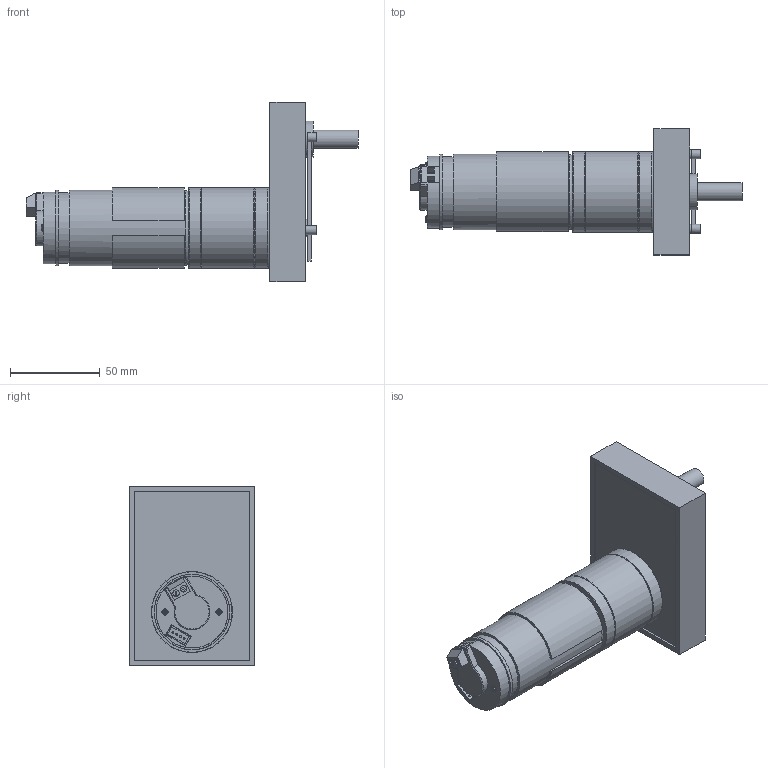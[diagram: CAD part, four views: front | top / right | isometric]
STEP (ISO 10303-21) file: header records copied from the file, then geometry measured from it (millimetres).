
FILE_DESCRIPTION(/* description */ (''),/* implementation_level */ '2;1');
FILE_NAME(/* name */ 'ss_01_3-50.step',/* time_stamp */ '2020-02-06T17:57:16+05:00',/* author */ (''),/* organization */ (''),/* preprocessor_version */ 'ST-DEVELOPER v18',/* originating_system */ 'Autodesk Translation Framework v8.12.0.6',/* authorisation */ '');
FILE_SCHEMA (('AUTOMOTIVE_DESIGN { 1 0 10303 214 3 1 1 }'));
Length unit declared in the file: millimetre
Products named in the file (9): (Unsaved); ss_01_3-50; P164434_G¹°½(A16); P164434_G¹°½(A16) (1); P164434_G¹°½(A16) (2); P164434_G¹°½(A16) (3); P164434_G¹°½(A16) (4); Component7; Component8
Assembly tree (8 placements, depth 3):
  (Unsaved)
    ss_01_3-50
      P164434_G¹°½(A16)
      P164434_G¹°½(A16) (1)
      P164434_G¹°½(A16) (2)
      P164434_G¹°½(A16) (3)
      P164434_G¹°½(A16) (4)
    Component7
    Component8
Bounding box: 184.5 x 70 x 100 mm (x, y, z)
Volume: 328409.3 mm3; surface area: 55666.8 mm2
Topology: 4 solids, 4 shells, 270 faces, 679 edges, 464 vertices
Faces by surface type: plane 181, cylinder 76, torus 11, bspline 2
Full cylindrical faces by diameter (mm): 1 x4, 3 x4, 3.4 x2, 3.6 x2, 4 x4, 5 x4, 6 x4, 7.7 x4, 10 x3, 20 x1, 26 x1, 39 x1, 40 x1, 42 x2, 45 x3
Entity records: 8533 total; most frequent: CARTESIAN_POINT 1521, DIRECTION 1485, ORIENTED_EDGE 1358, EDGE_CURVE 679, AXIS2_PLACEMENT_3D 528, VERTEX_POINT 464, LINE 429, VECTOR 429
